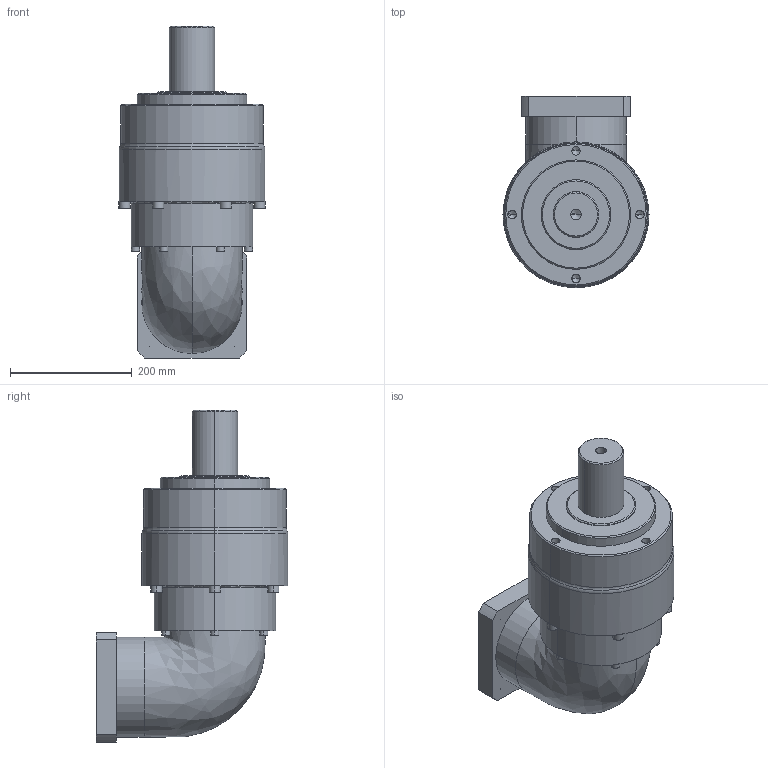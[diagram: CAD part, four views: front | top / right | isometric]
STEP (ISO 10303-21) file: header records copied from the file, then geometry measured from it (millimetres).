
FILE_DESCRIPTION (( 'STEP AP203' ), '1' );
FILE_NAME ('EVL235-L2-42-114.3-200.STEP', '2022-06-27T08:56:53', ( 'PC' ), ( 'Microsoft' ), 'SwSTEP 2.0', 'SolidWorks 2016', '' );
FILE_SCHEMA (( 'CONFIG_CONTROL_DESIGN' ));
Length unit declared in the file: millimetre
Products named in the file (1): EVL235-L2-42-114.3-200
Bounding box: 240.27 x 315.3 x 546.3 mm (x, y, z)
Volume: 15667467.1 mm3; surface area: 532064.9 mm2
Topology: 1 solids, 1 shells, 359 faces, 847 edges, 527 vertices
Faces by surface type: plane 188, cylinder 97, torus 42, cone 30, bspline 2
Entity records: 11628 total; most frequent: CARTESIAN_POINT 3147, DIRECTION 1847, ORIENTED_EDGE 1658, EDGE_CURVE 829, AXIS2_PLACEMENT_3D 683, VERTEX_POINT 527, VECTOR 481, LINE 481
